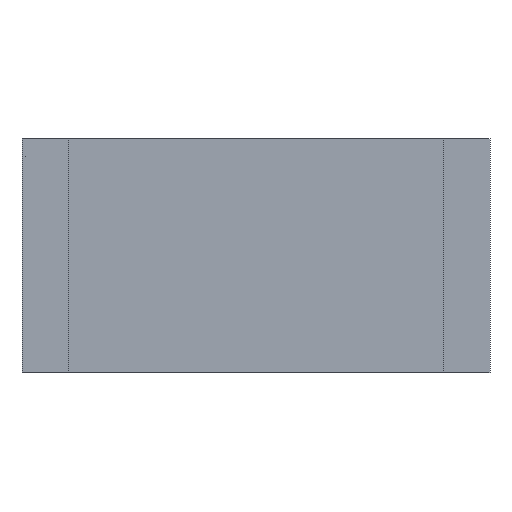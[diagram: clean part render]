
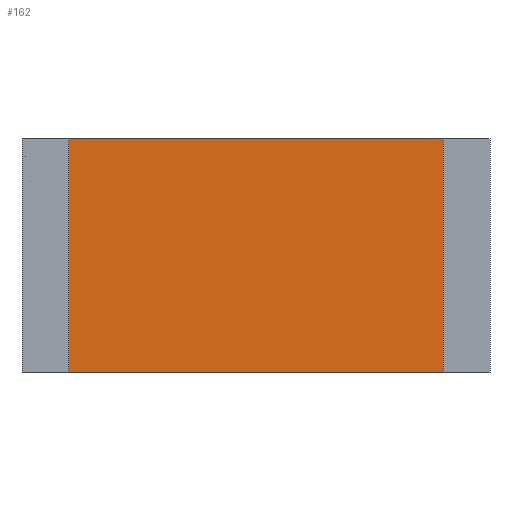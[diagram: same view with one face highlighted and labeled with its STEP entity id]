
A CAD part, front view. The second image highlights one B-rep face of the part: STEP entity #162.
In plain terms, the highlighted planar face has unit normal (0, -1, 0).
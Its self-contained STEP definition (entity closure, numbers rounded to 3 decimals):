
#42=CARTESIAN_POINT('',(-2.468,0.033,-1.25));
#43=VERTEX_POINT('',#42);
#50=CARTESIAN_POINT('',(-2.468,0.033,1.25));
#51=VERTEX_POINT('',#50);
#52=CARTESIAN_POINT('',(-2.468,0.033,-1.25));
#53=DIRECTION('',(0.,-0.,1.));
#54=VECTOR('',#53,2.5);
#55=LINE('',#52,#54);
#56=EDGE_CURVE('',#43,#51,#55,.T.);
#81=CARTESIAN_POINT('',(2.468,0.033,-1.25));
#82=VERTEX_POINT('',#81);
#89=CARTESIAN_POINT('',(-2.468,0.033,-1.25));
#90=DIRECTION('',(1.,0.,0.));
#91=VECTOR('',#90,4.935);
#92=LINE('',#89,#91);
#93=EDGE_CURVE('',#43,#82,#92,.T.);
#103=CARTESIAN_POINT('',(2.468,0.033,1.25));
#104=VERTEX_POINT('',#103);
#105=CARTESIAN_POINT('',(2.468,0.033,-1.25));
#106=DIRECTION('',(0.,-0.,1.));
#107=VECTOR('',#106,2.5);
#108=LINE('',#105,#107);
#109=EDGE_CURVE('',#82,#104,#108,.T.);
#146=CARTESIAN_POINT('',(-2.468,0.033,-6.22));
#147=DIRECTION('',(0.,-1.,0.));
#148=DIRECTION('',(0.,0.,-1.));
#149=AXIS2_PLACEMENT_3D('',#146,#147,#148);
#150=PLANE('',#149);
#151=ORIENTED_EDGE('',*,*,#56,.F.);
#152=ORIENTED_EDGE('',*,*,#93,.T.);
#153=ORIENTED_EDGE('',*,*,#109,.T.);
#154=CARTESIAN_POINT('',(-2.468,0.033,1.25));
#155=DIRECTION('',(1.,0.,0.));
#156=VECTOR('',#155,4.935);
#157=LINE('',#154,#156);
#158=EDGE_CURVE('',#51,#104,#157,.T.);
#159=ORIENTED_EDGE('',*,*,#158,.F.);
#160=EDGE_LOOP('',(#151,#152,#153,#159));
#161=FACE_BOUND('',#160,.T.);
#162=ADVANCED_FACE('',(#161),#150,.T.);
